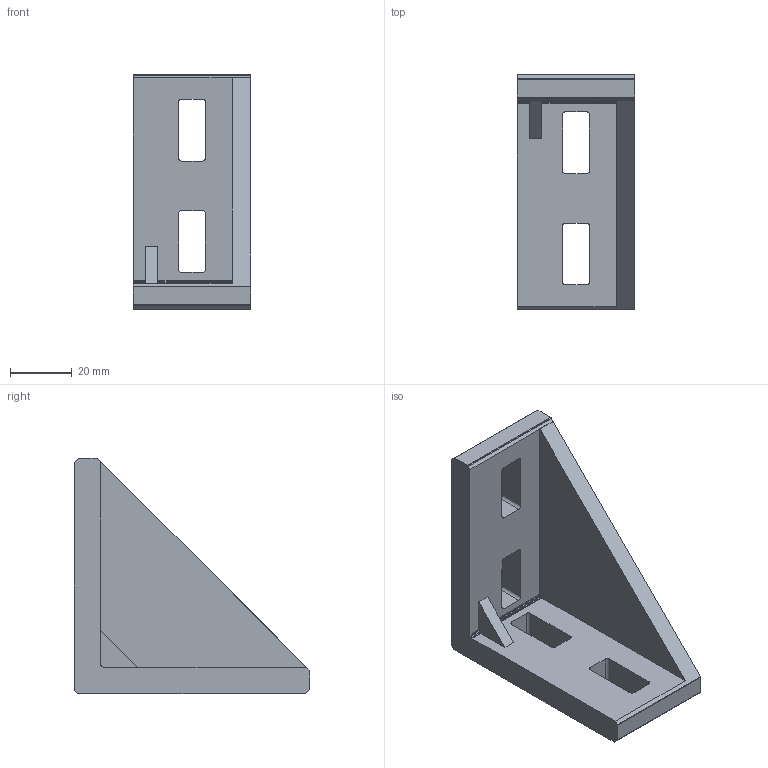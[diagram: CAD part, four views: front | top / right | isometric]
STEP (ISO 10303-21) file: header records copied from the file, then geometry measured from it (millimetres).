
FILE_DESCRIPTION (( 'STEP AP203' ), '1' );
FILE_NAME ('3_842_529_005_Bosch.step', '2024-06-04T12:51:19', ( '' ), ( '' ), 'SwSTEP 2.0', 'SolidWorks 2014', '' );
FILE_SCHEMA (( 'CONFIG_CONTROL_DESIGN' ));
Length unit declared in the file: millimetre
Products named in the file (1): 3_842_529_005_Bosch
Bounding box: 38 x 76 x 76 mm (x, y, z)
Volume: 53880 mm3; surface area: 18648 mm2
Topology: 1 solids, 1 shells, 73 faces, 212 edges, 141 vertices
Faces by surface type: plane 51, cylinder 22
Entity records: 2495 total; most frequent: CARTESIAN_POINT 427, ORIENTED_EDGE 424, DIRECTION 404, EDGE_CURVE 212, VECTOR 168, LINE 168, VERTEX_POINT 141, AXIS2_PLACEMENT_3D 118
